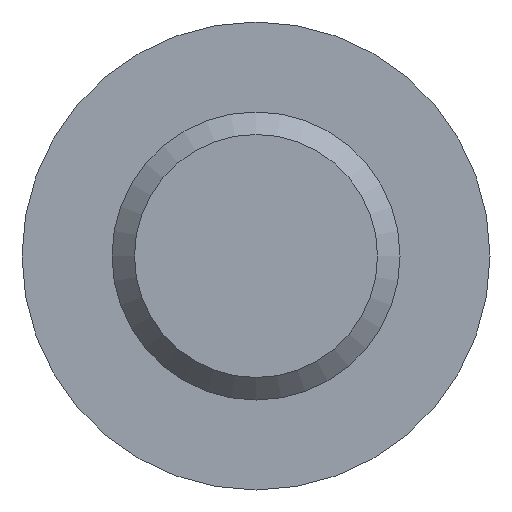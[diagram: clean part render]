
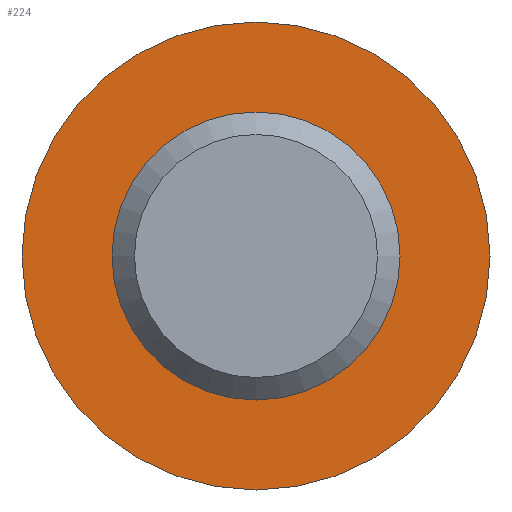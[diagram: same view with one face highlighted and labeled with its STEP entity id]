
A CAD part, front view. The second image highlights one B-rep face of the part: STEP entity #224.
In plain terms, the highlighted planar face has unit normal (0, -1, 0).
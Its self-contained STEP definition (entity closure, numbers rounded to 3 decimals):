
#16 = AXIS2_PLACEMENT_3D ( 'NONE', #485, #267, #272 ) ;
#25 = CIRCLE ( 'NONE', #406, 6.5 ) ;
#30 = DIRECTION ( 'NONE',  ( 0., -1., 0. ) ) ;
#34 = ORIENTED_EDGE ( 'NONE', *, *, #152, .F. ) ;
#37 = AXIS2_PLACEMENT_3D ( 'NONE', #323, #107, #407 ) ;
#65 = CARTESIAN_POINT ( 'NONE',  ( 0., 20., 0. ) ) ;
#104 = ORIENTED_EDGE ( 'NONE', *, *, #269, .T. ) ;
#106 = VERTEX_POINT ( 'NONE', #273 ) ;
#107 = DIRECTION ( 'NONE',  ( 0., 1., 0. ) ) ;
#113 = PLANE ( 'NONE',  #37 ) ;
#152 = EDGE_CURVE ( 'NONE', #318, #318, #478, .T. ) ;
#182 = EDGE_LOOP ( 'NONE', ( #104 ) ) ;
#224 = ADVANCED_FACE ( 'NONE', ( #286, #241 ), #113, .F. ) ;
#229 = CARTESIAN_POINT ( 'NONE',  ( 0., 20., -4. ) ) ;
#241 = FACE_OUTER_BOUND ( 'NONE', #182, .T. ) ;
#267 = DIRECTION ( 'NONE',  ( 0., -1., 0. ) ) ;
#269 = EDGE_CURVE ( 'NONE', #106, #106, #25, .T. ) ;
#272 = DIRECTION ( 'NONE',  ( 0., 0., -1. ) ) ;
#273 = CARTESIAN_POINT ( 'NONE',  ( 0., 20., -6.5 ) ) ;
#286 = FACE_BOUND ( 'NONE', #371, .T. ) ;
#318 = VERTEX_POINT ( 'NONE', #229 ) ;
#323 = CARTESIAN_POINT ( 'NONE',  ( -4., 20., 0. ) ) ;
#371 = EDGE_LOOP ( 'NONE', ( #34 ) ) ;
#406 = AXIS2_PLACEMENT_3D ( 'NONE', #65, #30, #441 ) ;
#407 = DIRECTION ( 'NONE',  ( 0., 0., 1. ) ) ;
#441 = DIRECTION ( 'NONE',  ( 0., 0., -1. ) ) ;
#478 = CIRCLE ( 'NONE', #16, 4. ) ;
#485 = CARTESIAN_POINT ( 'NONE',  ( 0., 20., 0. ) ) ;
